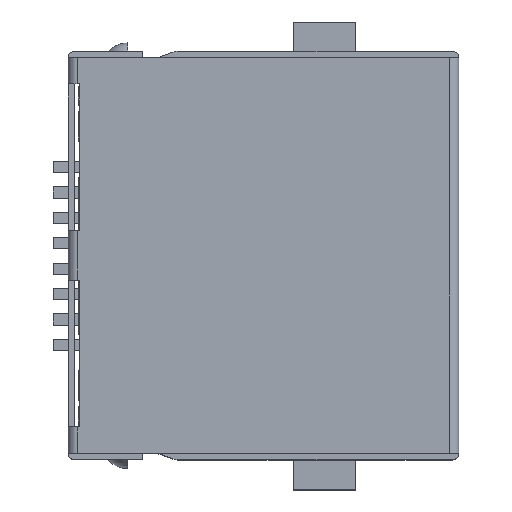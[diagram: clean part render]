
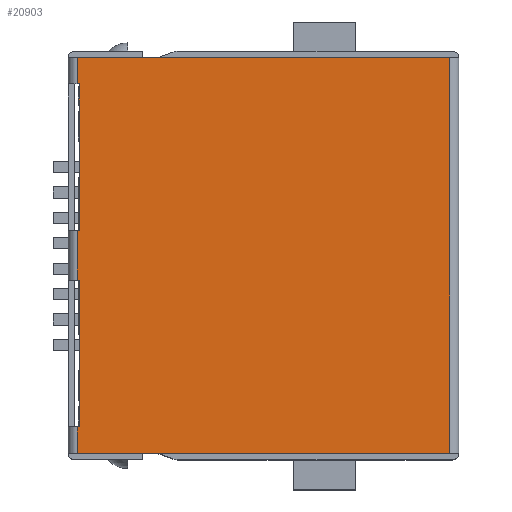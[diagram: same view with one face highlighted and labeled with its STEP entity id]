
A CAD part, top view. The second image highlights one B-rep face of the part: STEP entity #20903.
In plain terms, the highlighted planar face has unit normal (0, 0, 1).
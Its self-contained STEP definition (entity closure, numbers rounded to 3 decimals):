
#619=PLANE('',#22023);
#5093=ORIENTED_EDGE('',*,*,#7434,.F.);
#5094=ORIENTED_EDGE('',*,*,#7426,.F.);
#5095=ORIENTED_EDGE('',*,*,#7623,.T.);
#5096=ORIENTED_EDGE('',*,*,#7620,.T.);
#5097=ORIENTED_EDGE('',*,*,#7624,.F.);
#5098=ORIENTED_EDGE('',*,*,#7331,.F.);
#5099=ORIENTED_EDGE('',*,*,#7625,.F.);
#5100=ORIENTED_EDGE('',*,*,#7561,.F.);
#5101=ORIENTED_EDGE('',*,*,#7559,.F.);
#5102=ORIENTED_EDGE('',*,*,#7325,.F.);
#5103=ORIENTED_EDGE('',*,*,#7626,.F.);
#5104=ORIENTED_EDGE('',*,*,#7432,.F.);
#7325=EDGE_CURVE('',#8914,#8915,#10727,.T.);
#7331=EDGE_CURVE('',#8919,#8920,#10730,.T.);
#7426=EDGE_CURVE('',#8977,#8978,#10813,.T.);
#7432=EDGE_CURVE('',#8980,#8981,#10817,.T.);
#7434=EDGE_CURVE('',#8978,#8980,#10819,.T.);
#7559=EDGE_CURVE('',#8915,#9055,#10906,.T.);
#7561=EDGE_CURVE('',#9055,#9056,#10908,.T.);
#7620=EDGE_CURVE('',#9087,#9086,#10942,.T.);
#7623=EDGE_CURVE('',#8977,#9087,#10944,.T.);
#7624=EDGE_CURVE('',#8920,#9086,#10945,.T.);
#7625=EDGE_CURVE('',#9056,#8919,#10946,.T.);
#7626=EDGE_CURVE('',#8981,#8914,#10947,.T.);
#8914=VERTEX_POINT('',#29880);
#8915=VERTEX_POINT('',#29882);
#8919=VERTEX_POINT('',#29894);
#8920=VERTEX_POINT('',#29895);
#8977=VERTEX_POINT('',#30079);
#8978=VERTEX_POINT('',#30080);
#8980=VERTEX_POINT('',#30089);
#8981=VERTEX_POINT('',#30091);
#9055=VERTEX_POINT('',#30346);
#9056=VERTEX_POINT('',#30350);
#9086=VERTEX_POINT('',#30464);
#9087=VERTEX_POINT('',#30466);
#10727=LINE('',#29881,#12620);
#10730=LINE('',#29893,#12623);
#10813=LINE('',#30078,#12706);
#10817=LINE('',#30090,#12710);
#10819=LINE('',#30094,#12712);
#10906=LINE('',#30345,#12799);
#10908=LINE('',#30349,#12801);
#10942=LINE('',#30465,#12835);
#10944=LINE('',#30470,#12837);
#10945=LINE('',#30471,#12838);
#10946=LINE('',#30472,#12839);
#10947=LINE('',#30473,#12840);
#12620=VECTOR('',#25369,1000.);
#12623=VECTOR('',#25382,1000.);
#12706=VECTOR('',#25553,1000.);
#12710=VECTOR('',#25565,1000.);
#12712=VECTOR('',#25569,1000.);
#12799=VECTOR('',#25838,1000.);
#12801=VECTOR('',#25842,1000.);
#12835=VECTOR('',#25978,1000.);
#12837=VECTOR('',#25984,1000.);
#12838=VECTOR('',#25985,1000.);
#12839=VECTOR('',#25986,1000.);
#12840=VECTOR('',#25987,1000.);
#13666=EDGE_LOOP('',(#5093,#5094,#5095,#5096,#5097,#5098,#5099,#5100,#5101,
#5102,#5103,#5104));
#14487=FACE_BOUND('',#13666,.T.);
#20903=ADVANCED_FACE('',(#14487),#619,.T.);
#22023=AXIS2_PLACEMENT_3D('',#30469,#25982,#25983);
#25369=DIRECTION('',(1.,0.,0.));
#25382=DIRECTION('',(1.,0.,0.));
#25553=DIRECTION('',(1.,0.,0.));
#25565=DIRECTION('',(1.,0.,0.));
#25569=DIRECTION('',(0.,-1.,0.));
#25838=DIRECTION('',(0.,-1.,0.));
#25842=DIRECTION('',(1.,0.,0.));
#25978=DIRECTION('',(1.,0.,0.));
#25982=DIRECTION('',(0.,0.,1.));
#25983=DIRECTION('',(0.,-1.,0.));
#25984=DIRECTION('',(0.,-1.,0.));
#25985=DIRECTION('',(0.,-1.,0.));
#25986=DIRECTION('',(0.,1.,0.));
#25987=DIRECTION('',(0.,1.,0.));
#29880=CARTESIAN_POINT('',(-0.99,7.565,6.675));
#29881=CARTESIAN_POINT('',(-7.95,7.565,6.675));
#29882=CARTESIAN_POINT('',(0.99,7.565,6.675));
#29893=CARTESIAN_POINT('',(-7.95,7.565,6.675));
#29894=CARTESIAN_POINT('',(6.89,7.565,6.675));
#29895=CARTESIAN_POINT('',(7.95,7.565,6.675));
#30078=CARTESIAN_POINT('',(-7.95,7.565,6.675));
#30079=CARTESIAN_POINT('',(-7.95,7.565,6.675));
#30080=CARTESIAN_POINT('',(-6.89,7.565,6.675));
#30089=CARTESIAN_POINT('',(-6.89,7.466,6.675));
#30090=CARTESIAN_POINT('',(-6.89,7.466,6.675));
#30091=CARTESIAN_POINT('',(-0.99,7.466,6.675));
#30094=CARTESIAN_POINT('',(-6.89,7.966,6.675));
#30345=CARTESIAN_POINT('',(0.99,7.966,6.675));
#30346=CARTESIAN_POINT('',(0.99,7.466,6.675));
#30349=CARTESIAN_POINT('',(0.99,7.466,6.675));
#30350=CARTESIAN_POINT('',(6.89,7.466,6.675));
#30464=CARTESIAN_POINT('',(7.95,-7.415,6.675));
#30465=CARTESIAN_POINT('',(-7.95,-7.415,6.675));
#30466=CARTESIAN_POINT('',(-7.95,-7.415,6.675));
#30469=CARTESIAN_POINT('',(-7.95,-7.415,6.675));
#30470=CARTESIAN_POINT('',(-7.95,-7.415,6.675));
#30471=CARTESIAN_POINT('',(7.95,-7.415,6.675));
#30472=CARTESIAN_POINT('',(6.89,7.466,6.675));
#30473=CARTESIAN_POINT('',(-0.99,7.466,6.675));
